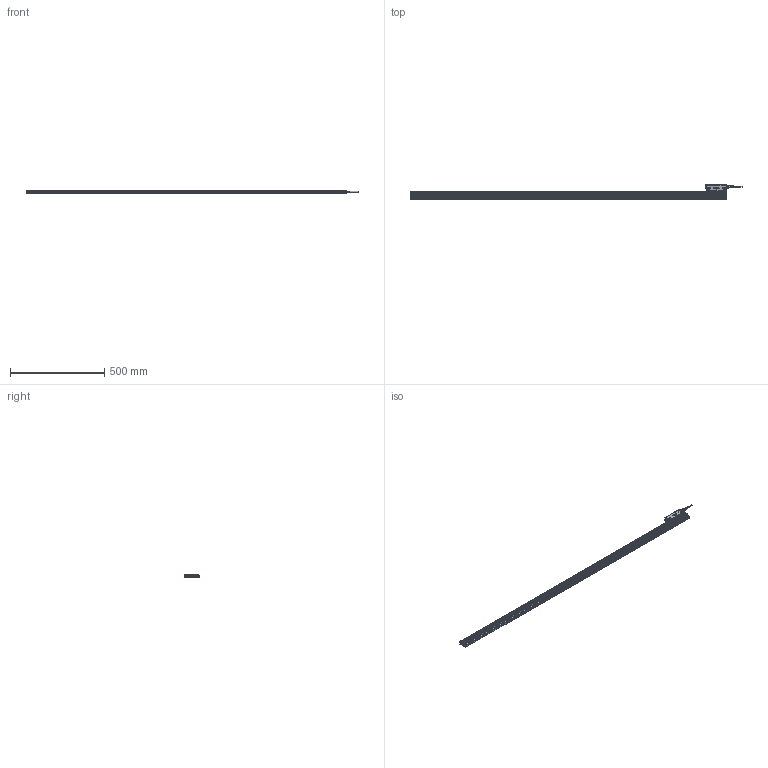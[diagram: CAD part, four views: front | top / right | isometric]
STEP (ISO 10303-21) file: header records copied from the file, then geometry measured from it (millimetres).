
FILE_DESCRIPTION(('CATIA V5 STEP','CAx-IF Rec.Pracs.--- Model Styling and Organization---1.4--- 2014-01-23'),'2;1');
FILE_NAME('SQ57-157-L.stp','2021-01-04T05:55:10+00:00',('none'),('none'),'CATIA Version 5-6 Release 2017 SP5','CATIA V5 STEP AP214','none');
FILE_SCHEMA(('AUTOMOTIVE_DESIGN { 1 0 10303 214 1 1 1 1 }'));
Products named in the file (4): SQ57-157-L; Head ASSY L; Scale cover 1570; Scale base 1570
Assembly tree (3 placements, depth 2):
  SQ57-157-L
    Head ASSY L
    Scale cover 1570
    Scale base 1570
Bounding box: 1760.5 x 77 x 20 mm (x, y, z)
Volume: 870555.6 mm3; surface area: 613701.6 mm2
Topology: 3 solids, 36 shells, 4450 faces, 11758 edges, 7491 vertices
Faces by surface type: cone 1450, plane 1243, cylinder 1022, bspline 515, torus 175, sphere 34, extrusion 11
Entity records: 155342 total; most frequent: CARTESIAN_POINT 56215, ORIENTED_EDGE 23412, DIRECTION 15103, EDGE_CURVE 11706, VERTEX_POINT 7491, AXIS2_PLACEMENT_3D 7437, VECTOR 4949, LINE 4938
